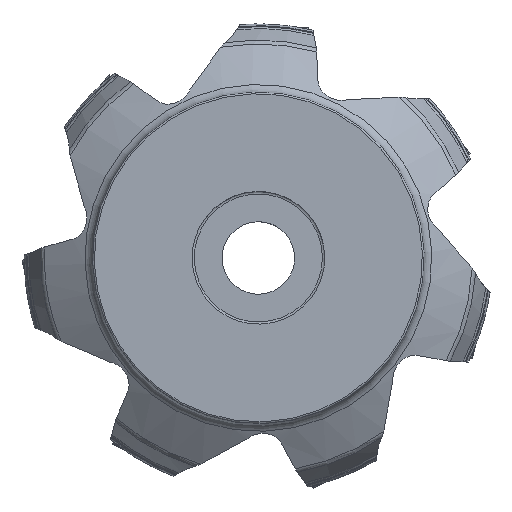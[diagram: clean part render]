
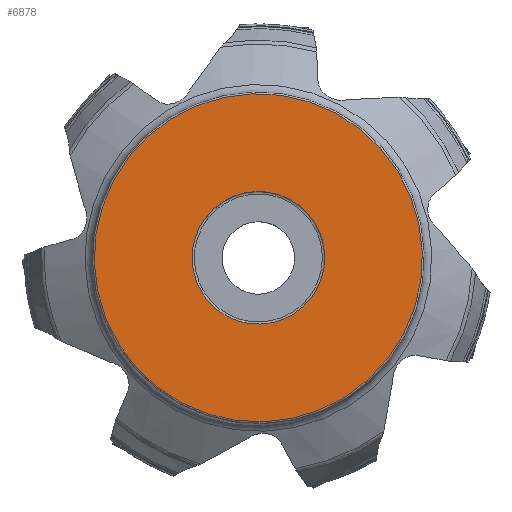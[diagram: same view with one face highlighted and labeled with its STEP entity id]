
A CAD part, top view. The second image highlights one B-rep face of the part: STEP entity #6878.
In plain terms, the highlighted planar face has unit normal (0, 0, 1).
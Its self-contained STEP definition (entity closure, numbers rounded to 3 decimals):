
#2293=FACE_BOUND('',#13574,.T.);
#2294=FACE_BOUND('',#13575,.T.);
#6878=ADVANCED_FACE('CU_BACK_F001',(#2293,#2294),#7531,.F.);
#7531=PLANE('',#54727);
#13574=EDGE_LOOP('',(#32405));
#13575=EDGE_LOOP('',(#32406));
#16002=CIRCLE('',#50293,16.006);
#17926=CIRCLE('',#54725,39.6);
#32405=ORIENTED_EDGE('',*,*,#38782,.F.);
#32406=ORIENTED_EDGE('',*,*,#44568,.T.);
#33819=VERTEX_POINT('',#76434);
#37204=VERTEX_POINT('',#111267);
#38782=EDGE_CURVE('',#33819,#33819,#16002,.T.);
#44568=EDGE_CURVE('',#37204,#37204,#17926,.T.);
#50293=AXIS2_PLACEMENT_3D('',#76433,#57126,#57127);
#54725=AXIS2_PLACEMENT_3D('',#111266,#67851,#67852);
#54727=AXIS2_PLACEMENT_3D('',#111269,#67855,#67856);
#57126=DIRECTION('',(0.,0.,1.));
#57127=DIRECTION('',(0.978,0.208,0.));
#67851=DIRECTION('',(0.,0.,1.));
#67852=DIRECTION('',(0.978,0.208,0.));
#67855=DIRECTION('',(0.,0.,-1.));
#67856=DIRECTION('',(-0.978,-0.208,0.));
#76433=CARTESIAN_POINT('',(0.,0.,
0.));
#76434=CARTESIAN_POINT('',(15.656,3.328,0.));
#111266=CARTESIAN_POINT('',(0.,0.,
0.));
#111267=CARTESIAN_POINT('',(38.735,8.233,0.));
#111269=CARTESIAN_POINT('',(-39.,0.,0.));
